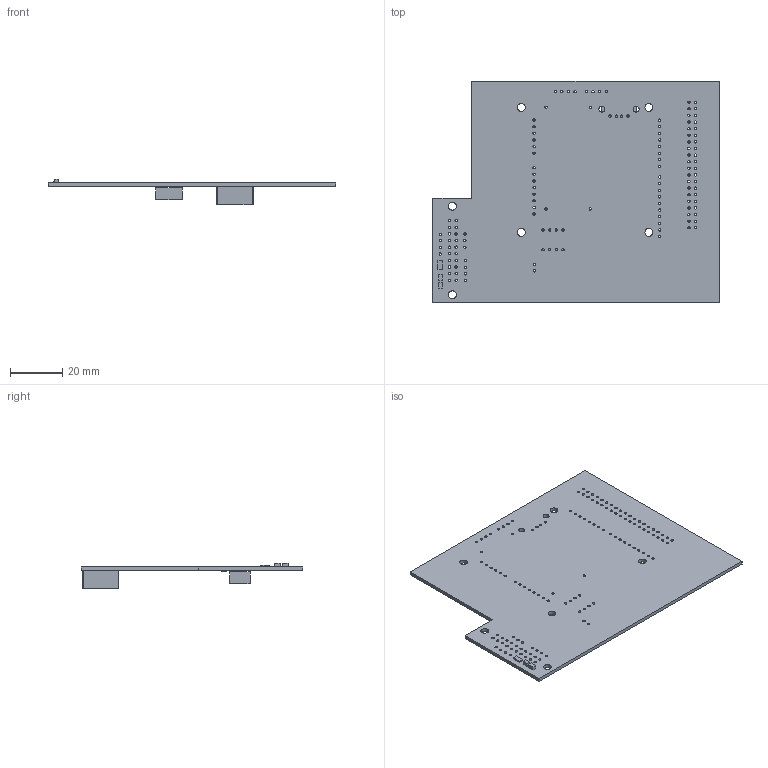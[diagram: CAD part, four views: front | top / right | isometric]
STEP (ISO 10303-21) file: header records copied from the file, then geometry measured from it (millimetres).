
FILE_DESCRIPTION(('Open CASCADE Model'),'2;1');
FILE_NAME('Open CASCADE Shape Model','2016-10-12T09:27:25',('Author'),( 'Open CASCADE'),'Open CASCADE STEP processor 6.8','Open CASCADE 6.8' ,'Unknown');
FILE_SCHEMA(('AUTOMOTIVE_DESIGN { 1 0 10303 214 1 1 1 1 }'));
Length unit declared in the file: millimetre
Products named in the file (19): PCB; Board; OutUSB; 787799832; Extruded; C1n; 681723784; C100n; R47k; 787799696; R1; 681732352; R2; OPA2; 681732488
Assembly tree (20 placements, depth 4):
  PCB
    Board
    OutUSB
      787799832
        Extruded
    C1n
      681723784
        Extruded
    C100n
      681723784
        Extruded
    R47k
      787799696
        Extruded
    R1
      681732352
        Extruded
    R2
      681732352
        Extruded
    OPA2
      681732488
        Extruded
Bounding box: 110.25 x 85.25 x 9.79 mm (x, y, z)
Volume: 13497.5 mm3; surface area: 19500.9 mm2
Topology: 8 solids, 8 shells, 196 faces, 540 edges, 360 vertices
Faces by surface type: cylinder 142, plane 54
Full cylindrical faces by diameter (mm): 0.9 x125, 0.92 x4, 2.3 x2, 3 x6
Entity records: 13772 total; most frequent: DIRECTION 2232, CARTESIAN_POINT 2157, ORIENTED_EDGE 1032, PCURVE 1032, DEFINITIONAL_REPRESENTATION 1032, LINE 980, VECTOR 980, CIRCLE 558
